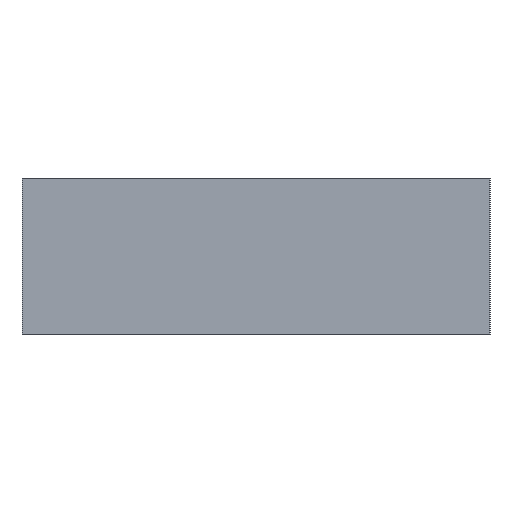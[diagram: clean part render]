
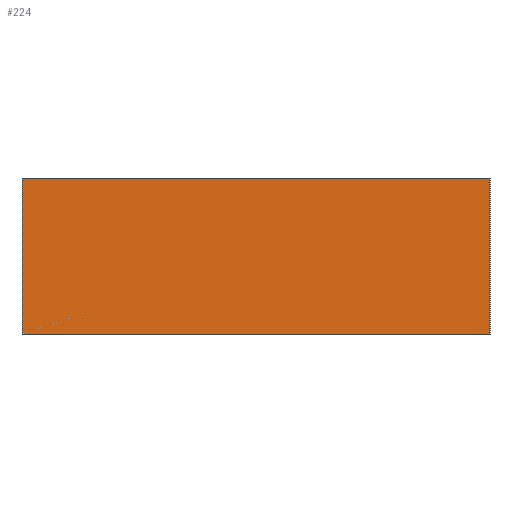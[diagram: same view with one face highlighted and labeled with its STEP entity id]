
A CAD part, left-side view. The second image highlights one B-rep face of the part: STEP entity #224.
In plain terms, the highlighted planar face has unit normal (-1, 0, 0).
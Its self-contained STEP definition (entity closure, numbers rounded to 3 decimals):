
#5 = CARTESIAN_POINT ( 'NONE',  ( -37., 7.5, 5. ) ) ;
#7 = CARTESIAN_POINT ( 'NONE',  ( -37., -7.5, 0. ) ) ;
#13 = DIRECTION ( 'NONE',  ( 1., 0., 0. ) ) ;
#23 = VERTEX_POINT ( 'NONE', #68 ) ;
#41 = VECTOR ( 'NONE', #198, 1000. ) ;
#45 = VERTEX_POINT ( 'NONE', #226 ) ;
#50 = PLANE ( 'NONE',  #125 ) ;
#65 = VERTEX_POINT ( 'NONE', #7 ) ;
#68 = CARTESIAN_POINT ( 'NONE',  ( -37., 7.5, 0. ) ) ;
#71 = ORIENTED_EDGE ( 'NONE', *, *, #217, .T. ) ;
#72 = FACE_OUTER_BOUND ( 'NONE', #111, .T. ) ;
#75 = VECTOR ( 'NONE', #221, 1000. ) ;
#77 = EDGE_CURVE ( 'NONE', #153, #23, #184, .T. ) ;
#85 = LINE ( 'NONE', #175, #137 ) ;
#89 = DIRECTION ( 'NONE',  ( 0., 0., -1. ) ) ;
#96 = CARTESIAN_POINT ( 'NONE',  ( -37., 7.5, 5. ) ) ;
#98 = DIRECTION ( 'NONE',  ( 0., 0., -1. ) ) ;
#100 = CARTESIAN_POINT ( 'NONE',  ( -37., -7.5, 5. ) ) ;
#111 = EDGE_LOOP ( 'NONE', ( #71, #194, #210, #228 ) ) ;
#122 = CARTESIAN_POINT ( 'NONE',  ( -37., 7.5, 5. ) ) ;
#125 = AXIS2_PLACEMENT_3D ( 'NONE', #122, #13, #89 ) ;
#137 = VECTOR ( 'NONE', #159, 1000. ) ;
#153 = VERTEX_POINT ( 'NONE', #96 ) ;
#159 = DIRECTION ( 'NONE',  ( 0., -1., 0. ) ) ;
#173 = LINE ( 'NONE', #100, #219 ) ;
#175 = CARTESIAN_POINT ( 'NONE',  ( -37., 7.5, 0. ) ) ;
#184 = LINE ( 'NONE', #186, #75 ) ;
#186 = CARTESIAN_POINT ( 'NONE',  ( -37., 7.5, 5. ) ) ;
#194 = ORIENTED_EDGE ( 'NONE', *, *, #204, .F. ) ;
#195 = LINE ( 'NONE', #5, #41 ) ;
#198 = DIRECTION ( 'NONE',  ( 0., -1., 0. ) ) ;
#199 = EDGE_CURVE ( 'NONE', #153, #45, #195, .T. ) ;
#204 = EDGE_CURVE ( 'NONE', #45, #65, #173, .T. ) ;
#210 = ORIENTED_EDGE ( 'NONE', *, *, #199, .F. ) ;
#217 = EDGE_CURVE ( 'NONE', #23, #65, #85, .T. ) ;
#219 = VECTOR ( 'NONE', #98, 1000. ) ;
#221 = DIRECTION ( 'NONE',  ( 0., 0., -1. ) ) ;
#224 = ADVANCED_FACE ( 'NONE', ( #72 ), #50, .F. ) ;
#226 = CARTESIAN_POINT ( 'NONE',  ( -37., -7.5, 5. ) ) ;
#228 = ORIENTED_EDGE ( 'NONE', *, *, #77, .T. ) ;
